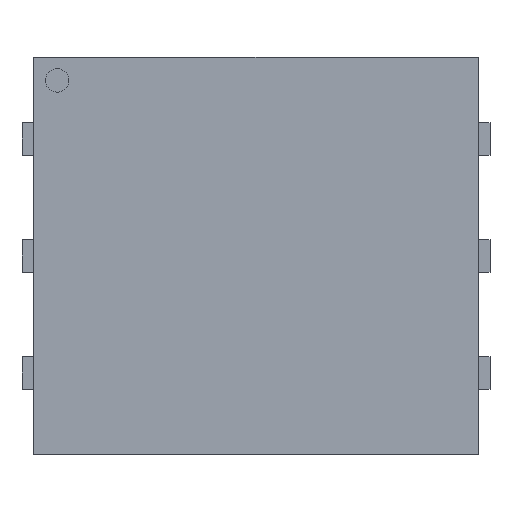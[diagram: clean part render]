
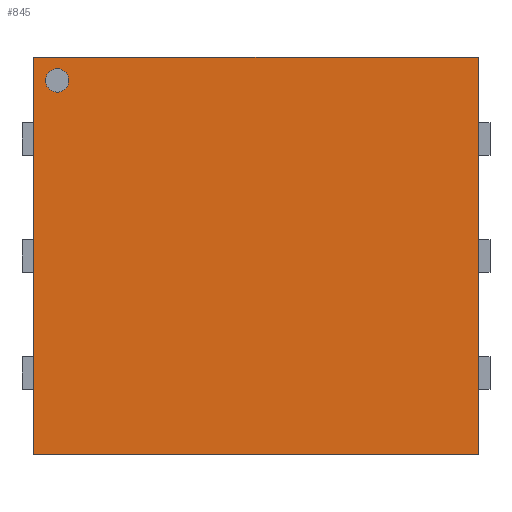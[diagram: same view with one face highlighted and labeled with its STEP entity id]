
A CAD part, top view. The second image highlights one B-rep face of the part: STEP entity #845.
In plain terms, the highlighted planar face has unit normal (0, 0, 1).
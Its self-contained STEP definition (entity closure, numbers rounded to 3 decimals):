
#13=DIRECTION('',(0.,0.,1.));
#27=VECTOR('',#28,1.);
#28=DIRECTION('',(0.,-1.,0.));
#34=VECTOR('',#35,1.);
#35=DIRECTION('',(1.,0.,0.));
#323=VERTEX_POINT('',#324);
#324=CARTESIAN_POINT('',(0.95,0.85,0.4));
#327=EDGE_CURVE('',#323,#328,#330,.T.);
#328=VERTEX_POINT('',#329);
#329=CARTESIAN_POINT('',(0.95,-0.85,0.4));
#330=LINE('',#324,#27);
#391=VERTEX_POINT('',#392);
#392=CARTESIAN_POINT('',(-0.95,0.85,0.4));
#395=ORIENTED_EDGE('',*,*,#396,.F.);
#396=EDGE_CURVE('',#391,#323,#397,.T.);
#397=LINE('',#392,#34);
#430=ORIENTED_EDGE('',*,*,#431,.T.);
#431=EDGE_CURVE('',#391,#432,#434,.T.);
#432=VERTEX_POINT('',#433);
#433=CARTESIAN_POINT('',(-0.95,-0.85,0.4));
#434=LINE('',#392,#27);
#841=EDGE_CURVE('',#432,#328,#842,.T.);
#842=LINE('',#433,#34);
#845=ADVANCED_FACE('',(#846,#850),#860,.T.);
#846=FACE_BOUND('',#847,.T.);
#847=EDGE_LOOP('',(#395,#430,#848,#849));
#848=ORIENTED_EDGE('',*,*,#841,.T.);
#849=ORIENTED_EDGE('',*,*,#327,.F.);
#850=FACE_BOUND('',#851,.T.);
#851=EDGE_LOOP('',(#852));
#852=ORIENTED_EDGE('',*,*,#853,.T.);
#853=EDGE_CURVE('',#854,#854,#856,.T.);
#854=VERTEX_POINT('',#855);
#855=CARTESIAN_POINT('',(-0.85,0.7,0.4));
#856=CIRCLE('',#857,0.05);
#857=AXIS2_PLACEMENT_3D('',#858,#859,#28);
#858=CARTESIAN_POINT('',(-0.85,0.75,0.4));
#859=DIRECTION('',(0.,0.,-1.));
#860=PLANE('',#861);
#861=AXIS2_PLACEMENT_3D('',#392,#13,#28);
